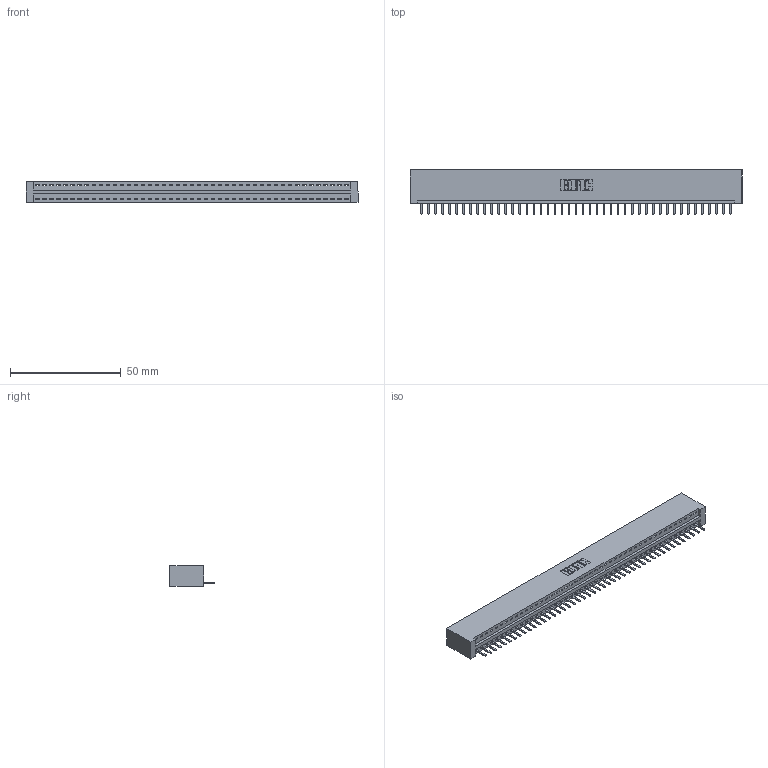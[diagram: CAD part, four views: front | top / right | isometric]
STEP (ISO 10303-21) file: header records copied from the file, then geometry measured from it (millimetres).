
FILE_DESCRIPTION (( 'STEP AP203' ), '1' );
FILE_NAME ('396-045-520-101.STEP', '2018-09-07T05:46:07', ( '' ), ( '' ), 'SwSTEP 2.0', 'SolidWorks 2016', '' );
FILE_SCHEMA (( 'CONFIG_CONTROL_DESIGN' ));
Length unit declared in the file: inch
Products named in the file (3): 396-045-520-101; 346 Part_No Mounting Lugs; 345-292-001_345-293-120
Assembly tree (46 placements, depth 2):
  396-045-520-101
    346 Part_No Mounting Lugs
    345-292-001_345-293-120  x45
Bounding box: 150.11 x 20.02 x 9.4 mm (x, y, z)
Volume: 14809.9 mm3; surface area: 18185.8 mm2
Topology: 46 solids, 46 shells, 2904 faces, 8585 edges, 5602 vertices
Faces by surface type: plane 1962, cylinder 942
Entity records: 27361 total; most frequent: CARTESIAN_POINT 4707, ORIENTED_EDGE 4674, DIRECTION 4131, EDGE_CURVE 2337, LINE 2029, VECTOR 2029, VERTEX_POINT 1554, AXIS2_PLACEMENT_3D 1051
